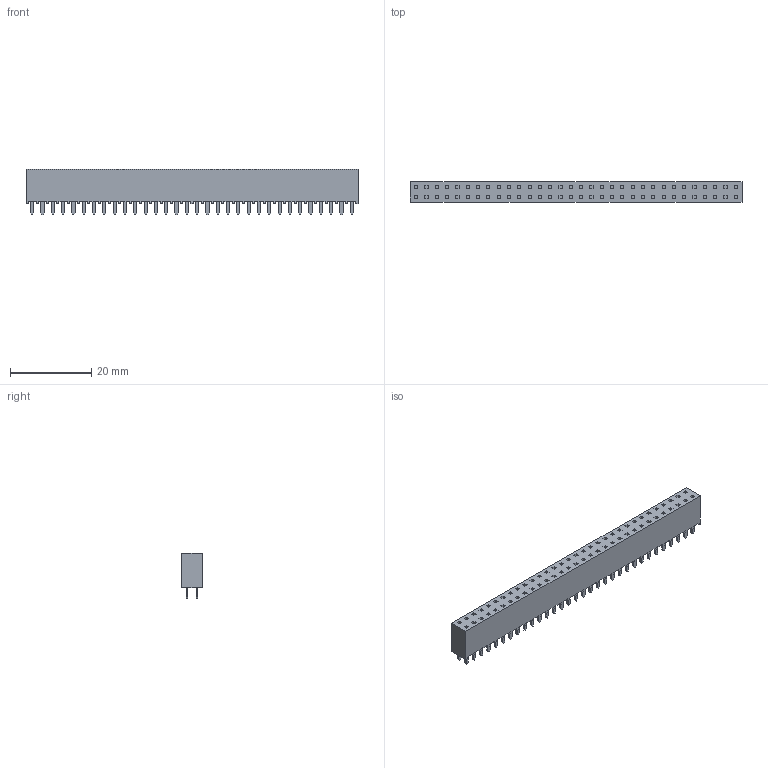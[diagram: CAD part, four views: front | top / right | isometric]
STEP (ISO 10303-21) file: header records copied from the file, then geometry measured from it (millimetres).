
FILE_DESCRIPTION((''),'2;1');
FILE_NAME('SAMTEC_SSW-132-01-G-D.stp','2015-07-09T13:22:56',(''),(''),'Mechanical Desktop 2011','Mechanical Desktop 2011',', , ');
FILE_SCHEMA(('AUTOMOTIVE_DESIGN { 1 2 10303 214 1 1 1 1 }'));
Length unit declared in the file: millimetre
Products named in the file (1): Product
Bounding box: 81.79 x 4.95 x 11.15 mm (x, y, z)
Volume: 3073.4 mm3; surface area: 5092.3 mm2
Topology: 66 solids, 66 shells, 908 faces, 2328 edges, 1552 vertices
Faces by surface type: plane 838, bspline 70
Entity records: 27182 total; most frequent: CARTESIAN_POINT 4999, ORIENTED_EDGE 4656, DIRECTION 4006, VECTOR 2328, LINE 2328, EDGE_CURVE 2328, VERTEX_POINT 1552, EDGE_LOOP 1036
